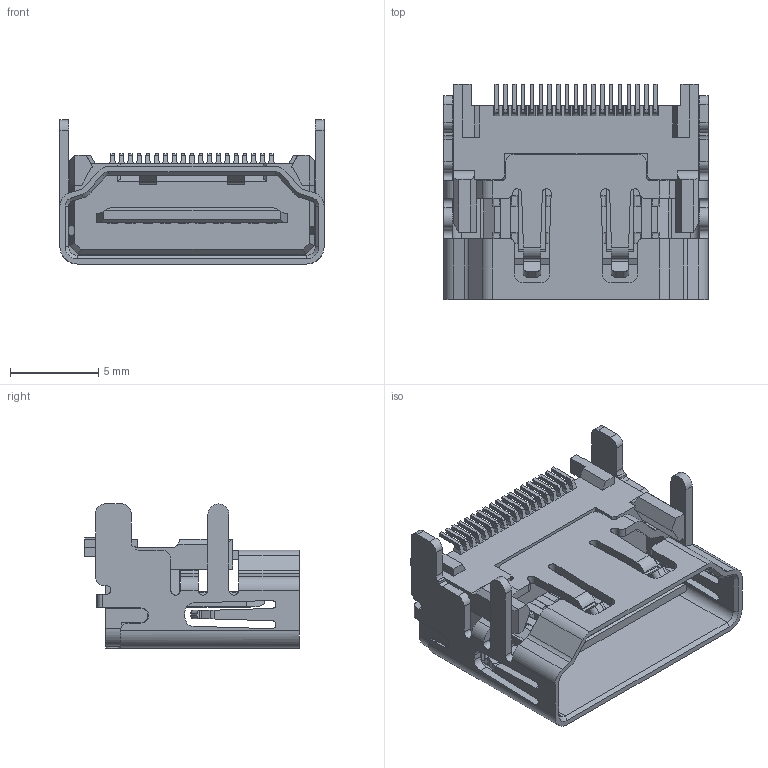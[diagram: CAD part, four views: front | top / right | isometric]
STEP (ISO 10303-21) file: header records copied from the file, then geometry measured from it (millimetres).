
FILE_DESCRIPTION(/* description */ (''),/* implementation_level */ '2;1');
FILE_NAME(/* name */ 'HDMI-CP-CP-3D-1PCS.stp',/* time_stamp */ '2018-04-03T16:20:25+08:00',/* author */ (''),/* organization */ (''),/* preprocessor_version */ 'ST-DEVELOPER v11',/* originating_system */ 'SIEMENS PLM Software NX 7.5',/* authorisation */ '');
FILE_SCHEMA (('AUTOMOTIVE_DESIGN { 1 0 10303 214 1 1 1 1 }'));
Length unit declared in the file: millimetre
Products named in the file (1): DD
Bounding box: 15 x 12.2 x 8.18 mm (x, y, z)
Volume: 444.2 mm3; surface area: 1415.7 mm2
Topology: 1 solids, 1 shells, 1015 faces, 2896 edges, 1913 vertices
Faces by surface type: plane 837, cylinder 166, cone 8, bspline 4
Entity records: 32818 total; most frequent: CARTESIAN_POINT 6075, ORIENTED_EDGE 5792, DIRECTION 5207, EDGE_CURVE 2896, LINE 2503, VECTOR 2503, VERTEX_POINT 1913, AXIS2_PLACEMENT_3D 1352
